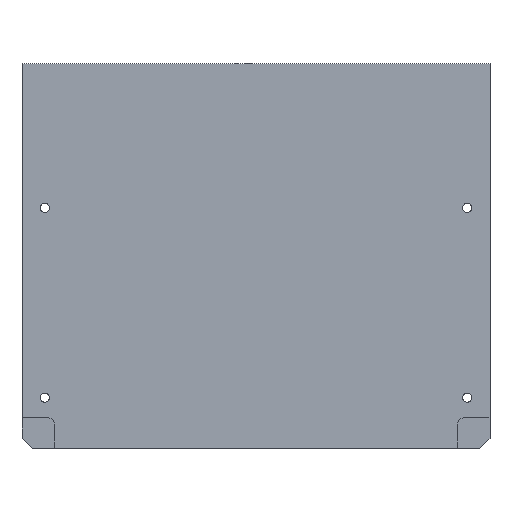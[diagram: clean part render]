
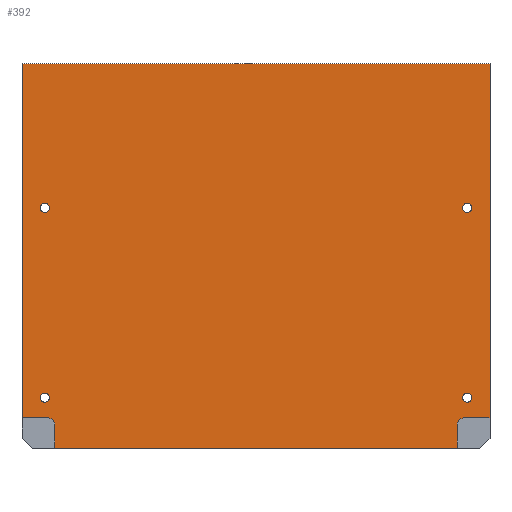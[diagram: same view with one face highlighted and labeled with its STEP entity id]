
A CAD part, top view. The second image highlights one B-rep face of the part: STEP entity #392.
In plain terms, the highlighted planar face has unit normal (0, 0, 1).
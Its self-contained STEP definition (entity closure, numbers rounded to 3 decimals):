
#15=FACE_BOUND('',#65,.T.);
#16=FACE_BOUND('',#66,.T.);
#17=FACE_BOUND('',#67,.T.);
#18=FACE_BOUND('',#68,.T.);
#28=PLANE('',#430);
#44=FACE_OUTER_BOUND('',#64,.T.);
#64=EDGE_LOOP('',(#303,#304,#305,#306,#307,#308,#309,#310,#311,#312));
#65=EDGE_LOOP('',(#313));
#66=EDGE_LOOP('',(#314));
#67=EDGE_LOOP('',(#315));
#68=EDGE_LOOP('',(#316));
#87=LINE('',#571,#129);
#97=LINE('',#596,#139);
#101=LINE('',#603,#143);
#105=LINE('',#612,#147);
#106=LINE('',#614,#148);
#107=LINE('',#615,#149);
#108=LINE('',#617,#150);
#109=LINE('',#618,#151);
#129=VECTOR('',#463,10.);
#139=VECTOR('',#483,10.);
#143=VECTOR('',#489,10.);
#147=VECTOR('',#497,10.);
#148=VECTOR('',#498,10.);
#149=VECTOR('',#499,10.);
#150=VECTOR('',#500,10.);
#151=VECTOR('',#501,10.);
#170=CIRCLE('',#421,3.);
#172=CIRCLE('',#425,3.);
#173=CIRCLE('',#431,1.8);
#174=CIRCLE('',#432,1.8);
#175=CIRCLE('',#433,1.8);
#176=CIRCLE('',#434,1.8);
#183=VERTEX_POINT('',#564);
#184=VERTEX_POINT('',#566);
#185=VERTEX_POINT('',#570);
#189=VERTEX_POINT('',#579);
#190=VERTEX_POINT('',#581);
#195=VERTEX_POINT('',#595);
#197=VERTEX_POINT('',#601);
#200=VERTEX_POINT('',#611);
#201=VERTEX_POINT('',#613);
#202=VERTEX_POINT('',#616);
#203=VERTEX_POINT('',#619);
#204=VERTEX_POINT('',#621);
#205=VERTEX_POINT('',#623);
#206=VERTEX_POINT('',#625);
#219=EDGE_CURVE('',#183,#184,#170,.F.);
#221=EDGE_CURVE('',#185,#184,#87,.T.);
#226=EDGE_CURVE('',#189,#190,#172,.F.);
#233=EDGE_CURVE('',#195,#190,#97,.T.);
#237=EDGE_CURVE('',#183,#197,#101,.T.);
#241=EDGE_CURVE('',#200,#197,#105,.T.);
#242=EDGE_CURVE('',#201,#200,#106,.T.);
#243=EDGE_CURVE('',#195,#201,#107,.T.);
#244=EDGE_CURVE('',#189,#202,#108,.T.);
#245=EDGE_CURVE('',#185,#202,#109,.T.);
#246=EDGE_CURVE('',#203,#203,#173,.T.);
#247=EDGE_CURVE('',#204,#204,#174,.T.);
#248=EDGE_CURVE('',#205,#205,#175,.T.);
#249=EDGE_CURVE('',#206,#206,#176,.T.);
#303=ORIENTED_EDGE('',*,*,#221,.T.);
#304=ORIENTED_EDGE('',*,*,#219,.F.);
#305=ORIENTED_EDGE('',*,*,#237,.T.);
#306=ORIENTED_EDGE('',*,*,#241,.F.);
#307=ORIENTED_EDGE('',*,*,#242,.F.);
#308=ORIENTED_EDGE('',*,*,#243,.F.);
#309=ORIENTED_EDGE('',*,*,#233,.T.);
#310=ORIENTED_EDGE('',*,*,#226,.F.);
#311=ORIENTED_EDGE('',*,*,#244,.T.);
#312=ORIENTED_EDGE('',*,*,#245,.F.);
#313=ORIENTED_EDGE('',*,*,#246,.T.);
#314=ORIENTED_EDGE('',*,*,#247,.T.);
#315=ORIENTED_EDGE('',*,*,#248,.T.);
#316=ORIENTED_EDGE('',*,*,#249,.T.);
#392=ADVANCED_FACE('',(#44,#15,#16,#17,#18),#28,.T.);
#421=AXIS2_PLACEMENT_3D('',#567,#458,#459);
#425=AXIS2_PLACEMENT_3D('',#582,#471,#472);
#430=AXIS2_PLACEMENT_3D('',#610,#495,#496);
#431=AXIS2_PLACEMENT_3D('',#620,#502,#503);
#432=AXIS2_PLACEMENT_3D('',#622,#504,#505);
#433=AXIS2_PLACEMENT_3D('',#624,#506,#507);
#434=AXIS2_PLACEMENT_3D('',#626,#508,#509);
#458=DIRECTION('center_axis',(0.,0.,-1.));
#459=DIRECTION('ref_axis',(-0.707,0.707,0.));
#463=DIRECTION('',(0.,1.,0.));
#471=DIRECTION('center_axis',(0.,0.,-1.));
#472=DIRECTION('ref_axis',(0.707,0.707,0.));
#483=DIRECTION('',(1.,0.,0.));
#489=DIRECTION('',(1.,0.,0.));
#495=DIRECTION('center_axis',(0.,0.,1.));
#496=DIRECTION('ref_axis',(1.,0.,0.));
#497=DIRECTION('',(0.,-1.,0.));
#498=DIRECTION('',(1.,0.,0.));
#499=DIRECTION('',(0.,1.,0.));
#500=DIRECTION('',(0.,-1.,0.));
#501=DIRECTION('',(-1.,0.,0.));
#502=DIRECTION('center_axis',(0.,0.,-1.));
#503=DIRECTION('ref_axis',(1.,0.,0.));
#504=DIRECTION('center_axis',(0.,0.,-1.));
#505=DIRECTION('ref_axis',(1.,0.,0.));
#506=DIRECTION('center_axis',(0.,0.,-1.));
#507=DIRECTION('ref_axis',(1.,0.,0.));
#508=DIRECTION('center_axis',(0.,0.,-1.));
#509=DIRECTION('ref_axis',(1.,0.,0.));
#564=CARTESIAN_POINT('',(82.5,-111.,-40.));
#566=CARTESIAN_POINT('',(79.5,-114.,-40.));
#567=CARTESIAN_POINT('Origin',(82.5,-114.,-40.));
#570=CARTESIAN_POINT('',(79.5,-123.,-40.));
#571=CARTESIAN_POINT('',(79.5,-79.,-40.));
#579=CARTESIAN_POINT('',(-79.5,-114.,-40.));
#581=CARTESIAN_POINT('',(-82.5,-111.,-40.));
#582=CARTESIAN_POINT('Origin',(-82.5,-114.,-40.));
#595=CARTESIAN_POINT('',(-92.5,-111.,-40.));
#596=CARTESIAN_POINT('',(-39.75,-111.,-40.));
#601=CARTESIAN_POINT('',(92.5,-111.,-40.));
#603=CARTESIAN_POINT('',(46.25,-111.,-40.));
#610=CARTESIAN_POINT('Origin',(0.,-47.,-40.));
#611=CARTESIAN_POINT('',(92.5,29.,-40.));
#612=CARTESIAN_POINT('',(92.5,-94.,-40.));
#613=CARTESIAN_POINT('',(-92.5,29.,-40.));
#614=CARTESIAN_POINT('',(84.5,29.,-40.));
#615=CARTESIAN_POINT('',(-92.5,-14.,-40.));
#616=CARTESIAN_POINT('',(-79.5,-123.,-40.));
#617=CARTESIAN_POINT('',(-79.5,-85.,-40.));
#618=CARTESIAN_POINT('',(88.5,-123.,-40.));
#619=CARTESIAN_POINT('',(81.7,-28.,-40.));
#620=CARTESIAN_POINT('Origin',(83.5,-28.,-40.));
#621=CARTESIAN_POINT('',(-85.3,-28.,-40.));
#622=CARTESIAN_POINT('Origin',(-83.5,-28.,-40.));
#623=CARTESIAN_POINT('',(81.7,-103.,-40.));
#624=CARTESIAN_POINT('Origin',(83.5,-103.,-40.));
#625=CARTESIAN_POINT('',(-85.3,-103.,-40.));
#626=CARTESIAN_POINT('Origin',(-83.5,-103.,-40.));
